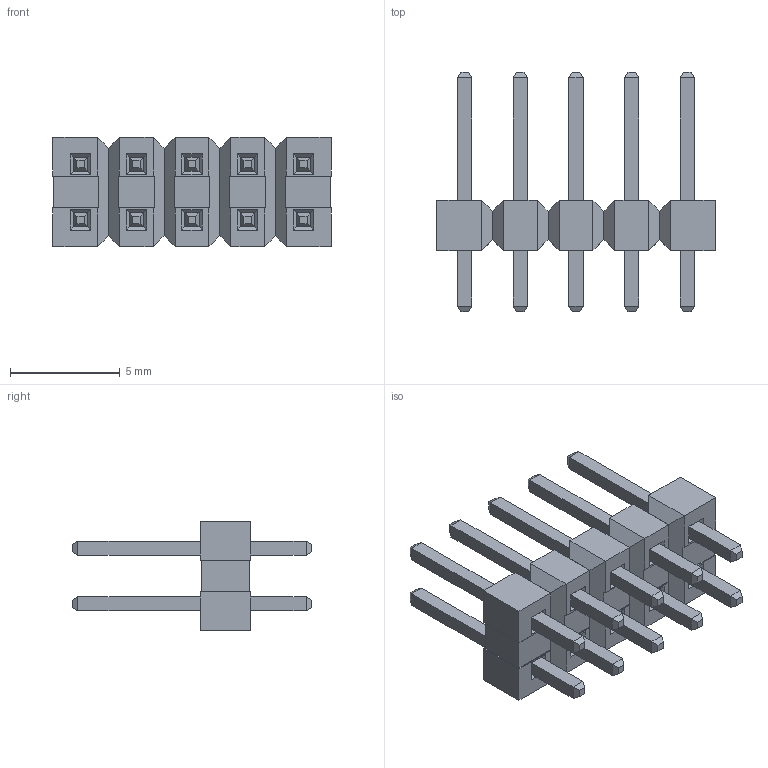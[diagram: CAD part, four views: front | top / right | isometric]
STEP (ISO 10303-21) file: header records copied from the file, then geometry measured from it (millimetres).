
FILE_DESCRIPTION((''),'2;1');
FILE_NAME('879141016','2013-07-17T',('me'),(''),'PRO/ENGINEER BY PARAMETRIC TECHNOLOGY CORPORATION, 2011490','PRO/ENGINEER BY PARAMETRIC TECHNOLOGY CORPORATION, 2011490','');
FILE_SCHEMA(('CONFIG_CONTROL_DESIGN'));
Length unit declared in the file: millimetre
Products named in the file (1): 879141016
Bounding box: 12.7 x 10.92 x 4.98 mm (x, y, z)
Volume: 163.9 mm3; surface area: 446.7 mm2
Topology: 1 solids, 1 shells, 354 faces, 788 edges, 456 vertices
Faces by surface type: plane 354
Entity records: 9346 total; most frequent: CARTESIAN_POINT 1598, ORIENTED_EDGE 1576, DIRECTION 1496, VECTOR 788, LINE 788, EDGE_CURVE 788, VERTEX_POINT 456, EDGE_LOOP 374
